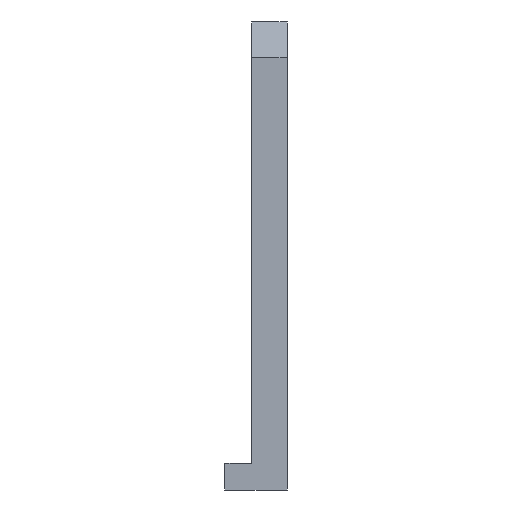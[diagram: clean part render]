
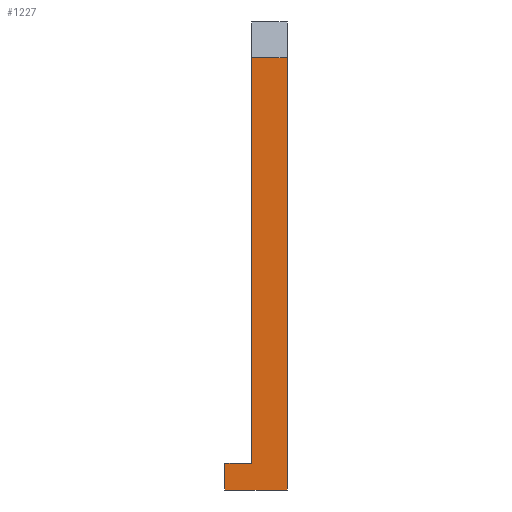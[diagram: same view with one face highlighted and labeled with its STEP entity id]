
A CAD part, front view. The second image highlights one B-rep face of the part: STEP entity #1227.
In plain terms, the highlighted planar face has unit normal (0, -1, 0).
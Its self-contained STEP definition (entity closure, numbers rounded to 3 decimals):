
#115=DIRECTION('',(0.,0.,1.));
#116=VECTOR('',#115,7.5);
#117=CARTESIAN_POINT('',(-7.5,-145.,-105.05));
#118=LINE('',#117,#116);
#339=DIRECTION('',(-1.,0.,0.));
#340=VECTOR('',#339,10.);
#341=CARTESIAN_POINT('',(10.,-145.,16.5));
#342=LINE('',#341,#340);
#346=DIRECTION('',(0.,0.,1.));
#347=VECTOR('',#346,121.55);
#348=CARTESIAN_POINT('',(10.,-145.,-105.05));
#349=LINE('',#348,#347);
#353=DIRECTION('',(-1.,0.,0.));
#354=VECTOR('',#353,17.5);
#355=CARTESIAN_POINT('',(10.,-145.,-105.05));
#356=LINE('',#355,#354);
#374=DIRECTION('',(1.,0.,0.));
#375=VECTOR('',#374,7.5);
#376=CARTESIAN_POINT('',(-7.5,-145.,-97.55));
#377=LINE('',#376,#375);
#416=DIRECTION('',(0.,0.,1.));
#417=VECTOR('',#416,114.05);
#418=CARTESIAN_POINT('',(0.,-145.,-97.55));
#419=LINE('',#418,#417);
#916=CARTESIAN_POINT('',(-7.5,-145.,-105.05));
#917=VERTEX_POINT('',#916);
#918=CARTESIAN_POINT('',(-7.5,-145.,-97.55));
#919=VERTEX_POINT('',#918);
#922=CARTESIAN_POINT('',(0.,-145.,-97.55));
#923=VERTEX_POINT('',#922);
#924=CARTESIAN_POINT('',(0.,-145.,16.5));
#925=VERTEX_POINT('',#924);
#965=CARTESIAN_POINT('',(10.,-145.,16.5));
#967=VERTEX_POINT('',#965);
#968=CARTESIAN_POINT('',(10.,-145.,-105.05));
#969=VERTEX_POINT('',#968);
#1211=CARTESIAN_POINT('',(0.,-145.,26.5));
#1212=DIRECTION('',(0.,-1.,0.));
#1213=DIRECTION('',(0.,0.,-1.));
#1214=AXIS2_PLACEMENT_3D('',#1211,#1212,#1213);
#1215=PLANE('',#1214);
#1216=ORIENTED_EDGE('',*,*,#1202,.F.);
#1217=ORIENTED_EDGE('',*,*,#1119,.F.);
#1219=ORIENTED_EDGE('',*,*,#1218,.T.);
#1220=ORIENTED_EDGE('',*,*,#1065,.T.);
#1222=ORIENTED_EDGE('',*,*,#1221,.T.);
#1224=ORIENTED_EDGE('',*,*,#1223,.T.);
#1225=EDGE_LOOP('',(#1216,#1217,#1219,#1220,#1222,#1224));
#1226=FACE_OUTER_BOUND('',#1225,.F.);
#1065=EDGE_CURVE('',#917,#919,#118,.T.);
#1119=EDGE_CURVE('',#969,#967,#349,.T.);
#1202=EDGE_CURVE('',#967,#925,#342,.T.);
#1218=EDGE_CURVE('',#969,#917,#356,.T.);
#1221=EDGE_CURVE('',#919,#923,#377,.T.);
#1223=EDGE_CURVE('',#923,#925,#419,.T.);
#1227=ADVANCED_FACE('',(#1226),#1215,.T.);
